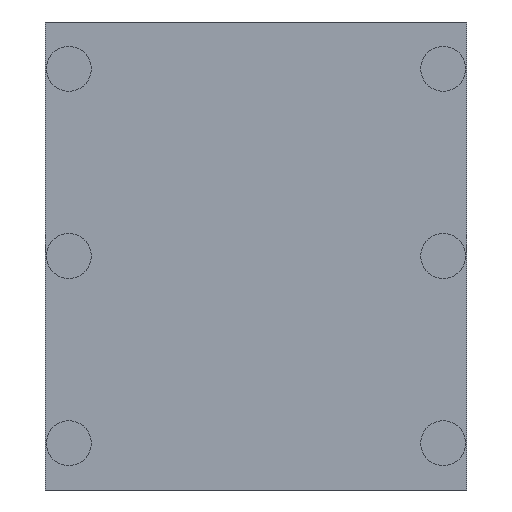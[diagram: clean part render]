
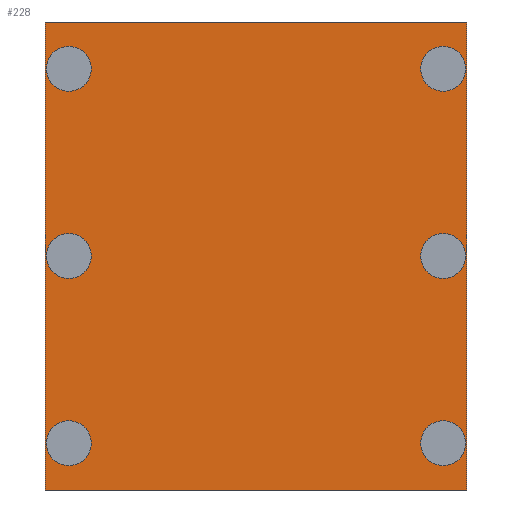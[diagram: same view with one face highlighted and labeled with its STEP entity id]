
A CAD part, front view. The second image highlights one B-rep face of the part: STEP entity #228.
In plain terms, the highlighted planar face has unit normal (0, -1, 0).
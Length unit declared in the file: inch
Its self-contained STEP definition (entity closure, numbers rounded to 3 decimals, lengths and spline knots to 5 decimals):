
#23=FACE_BOUND('',#71,.T.);
#24=FACE_BOUND('',#72,.T.);
#25=FACE_BOUND('',#73,.T.);
#26=FACE_BOUND('',#74,.T.);
#27=FACE_BOUND('',#75,.T.);
#28=FACE_BOUND('',#76,.T.);
#35=CIRCLE('',#249,0.012);
#36=CIRCLE('',#250,0.012);
#37=CIRCLE('',#251,0.012);
#38=CIRCLE('',#252,0.012);
#39=CIRCLE('',#253,0.012);
#40=CIRCLE('',#254,0.012);
#52=FACE_OUTER_BOUND('',#70,.T.);
#70=EDGE_LOOP('',(#183,#184,#185,#186));
#71=EDGE_LOOP('',(#187));
#72=EDGE_LOOP('',(#188));
#73=EDGE_LOOP('',(#189));
#74=EDGE_LOOP('',(#190));
#75=EDGE_LOOP('',(#191));
#76=EDGE_LOOP('',(#192));
#95=LINE('',#351,#107);
#102=LINE('',#365,#114);
#104=LINE('',#369,#116);
#106=LINE('',#372,#118);
#107=VECTOR('',#277,0.25);
#114=VECTOR('',#288,0.225);
#116=VECTOR('',#292,0.25);
#118=VECTOR('',#296,0.225);
#119=VERTEX_POINT('',#349);
#120=VERTEX_POINT('',#350);
#125=VERTEX_POINT('',#364);
#126=VERTEX_POINT('',#368);
#127=VERTEX_POINT('',#374);
#128=VERTEX_POINT('',#376);
#129=VERTEX_POINT('',#378);
#130=VERTEX_POINT('',#380);
#131=VERTEX_POINT('',#382);
#132=VERTEX_POINT('',#384);
#139=EDGE_CURVE('',#119,#120,#95,.T.);
#146=EDGE_CURVE('',#120,#125,#102,.T.);
#148=EDGE_CURVE('',#125,#126,#104,.T.);
#150=EDGE_CURVE('',#126,#119,#106,.T.);
#151=EDGE_CURVE('',#127,#127,#35,.T.);
#152=EDGE_CURVE('',#128,#128,#36,.T.);
#153=EDGE_CURVE('',#129,#129,#37,.T.);
#154=EDGE_CURVE('',#130,#130,#38,.T.);
#155=EDGE_CURVE('',#131,#131,#39,.T.);
#156=EDGE_CURVE('',#132,#132,#40,.T.);
#183=ORIENTED_EDGE('',*,*,#139,.F.);
#184=ORIENTED_EDGE('',*,*,#150,.F.);
#185=ORIENTED_EDGE('',*,*,#148,.F.);
#186=ORIENTED_EDGE('',*,*,#146,.F.);
#187=ORIENTED_EDGE('',*,*,#151,.T.);
#188=ORIENTED_EDGE('',*,*,#152,.T.);
#189=ORIENTED_EDGE('',*,*,#153,.T.);
#190=ORIENTED_EDGE('',*,*,#154,.T.);
#191=ORIENTED_EDGE('',*,*,#155,.T.);
#192=ORIENTED_EDGE('',*,*,#156,.T.);
#216=PLANE('',#248);
#228=ADVANCED_FACE('',(#52,#23,#24,#25,#26,#27,#28),#216,.F.);
#248=AXIS2_PLACEMENT_3D('',#373,#297,#298);
#249=AXIS2_PLACEMENT_3D('',#375,#299,#300);
#250=AXIS2_PLACEMENT_3D('',#377,#301,#302);
#251=AXIS2_PLACEMENT_3D('',#379,#303,#304);
#252=AXIS2_PLACEMENT_3D('',#381,#305,#306);
#253=AXIS2_PLACEMENT_3D('',#383,#307,#308);
#254=AXIS2_PLACEMENT_3D('',#385,#309,#310);
#277=DIRECTION('',(0.,0.,1.));
#288=DIRECTION('',(1.,0.,0.));
#292=DIRECTION('',(0.,0.,-1.));
#296=DIRECTION('',(-1.,0.,0.));
#297=DIRECTION('center_axis',(0.,1.,0.));
#298=DIRECTION('ref_axis',(0.,0.,1.));
#299=DIRECTION('center_axis',(0.,1.,0.));
#300=DIRECTION('ref_axis',(1.,0.,0.));
#301=DIRECTION('center_axis',(0.,1.,0.));
#302=DIRECTION('ref_axis',(1.,0.,0.));
#303=DIRECTION('center_axis',(0.,1.,0.));
#304=DIRECTION('ref_axis',(1.,0.,0.));
#305=DIRECTION('center_axis',(0.,1.,0.));
#306=DIRECTION('ref_axis',(1.,0.,0.));
#307=DIRECTION('center_axis',(0.,1.,0.));
#308=DIRECTION('ref_axis',(1.,0.,0.));
#309=DIRECTION('center_axis',(0.,1.,0.));
#310=DIRECTION('ref_axis',(1.,0.,0.));
#349=CARTESIAN_POINT('',(-0.1125,0.041,-0.125));
#350=CARTESIAN_POINT('',(-0.1125,0.041,0.125));
#351=CARTESIAN_POINT('',(-0.1125,0.041,-0.125));
#364=CARTESIAN_POINT('',(0.1125,0.041,0.125));
#365=CARTESIAN_POINT('',(-0.1125,0.041,0.125));
#368=CARTESIAN_POINT('',(0.1125,0.041,-0.125));
#369=CARTESIAN_POINT('',(0.1125,0.041,0.125));
#372=CARTESIAN_POINT('',(0.1125,0.041,-0.125));
#373=CARTESIAN_POINT('Origin',(0.,0.041,0.));
#374=CARTESIAN_POINT('',(-0.088,0.041,0.));
#375=CARTESIAN_POINT('Origin',(-0.1,0.041,0.));
#376=CARTESIAN_POINT('',(0.112,0.041,0.));
#377=CARTESIAN_POINT('Origin',(0.1,0.041,0.));
#378=CARTESIAN_POINT('',(0.112,0.041,0.1));
#379=CARTESIAN_POINT('Origin',(0.1,0.041,0.1));
#380=CARTESIAN_POINT('',(-0.088,0.041,0.1));
#381=CARTESIAN_POINT('Origin',(-0.1,0.041,0.1));
#382=CARTESIAN_POINT('',(-0.088,0.041,-0.1));
#383=CARTESIAN_POINT('Origin',(-0.1,0.041,-0.1));
#384=CARTESIAN_POINT('',(0.112,0.041,-0.1));
#385=CARTESIAN_POINT('Origin',(0.1,0.041,-0.1));
